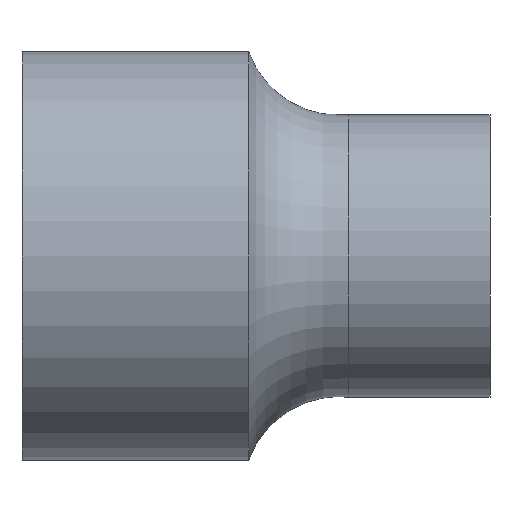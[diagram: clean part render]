
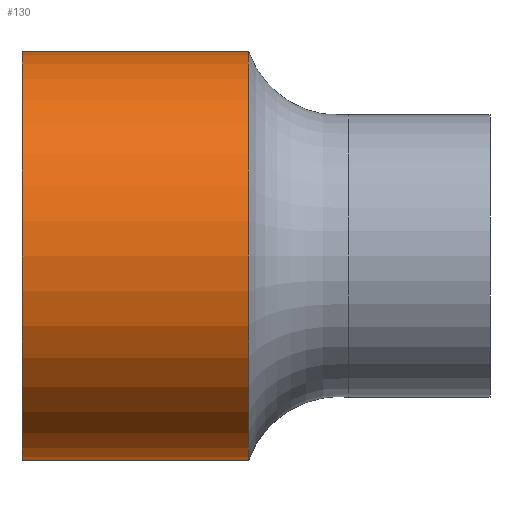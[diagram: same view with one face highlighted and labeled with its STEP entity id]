
A CAD part, front view. The second image highlights one B-rep face of the part: STEP entity #130.
In plain terms, the highlighted cylindrical face has radius 55 mm (diameter 110 mm), a full revolution.
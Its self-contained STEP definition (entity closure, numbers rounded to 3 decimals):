
#21=CYLINDRICAL_SURFACE($,#154,55.);
#29=FACE_BOUND($,#59,.T.);
#41=FACE_OUTER_BOUND($,#58,.T.);
#58=EDGE_LOOP($,(#113));
#59=EDGE_LOOP($,(#114));
#75=CIRCLE($,#153,55.);
#76=CIRCLE($,#155,55.);
#86=VERTEX_POINT($,#231);
#87=VERTEX_POINT($,#234);
#97=EDGE_CURVE($,#86,#86,#75,.T.);
#98=EDGE_CURVE($,#87,#87,#76,.T.);
#113=ORIENTED_EDGE($,*,*,#97,.T.);
#114=ORIENTED_EDGE($,*,*,#98,.F.);
#130=ADVANCED_FACE($,(#41,#29),#21,.T.);
#153=AXIS2_PLACEMENT_3D($,#232,#193,#194);
#154=AXIS2_PLACEMENT_3D($,#233,#195,#196);
#155=AXIS2_PLACEMENT_3D($,#235,#197,#198);
#193=DIRECTION('center_axis',(-1.,0.,0.));
#194=DIRECTION('ref_axis',(0.,1.,0.));
#195=DIRECTION('center_axis',(-1.,0.,0.));
#196=DIRECTION('ref_axis',(0.,1.,0.));
#197=DIRECTION('center_axis',(-1.,0.,0.));
#198=DIRECTION('ref_axis',(0.,1.,0.));
#231=CARTESIAN_POINT('',(7.936,0.,-55.));
#232=CARTESIAN_POINT('Origin',(7.936,0.,0.));
#233=CARTESIAN_POINT('Origin',(-22.564,0.,
0.));
#234=CARTESIAN_POINT('',(-53.064,-55.,0.));
#235=CARTESIAN_POINT('Origin',(-53.064,0.,
0.));
